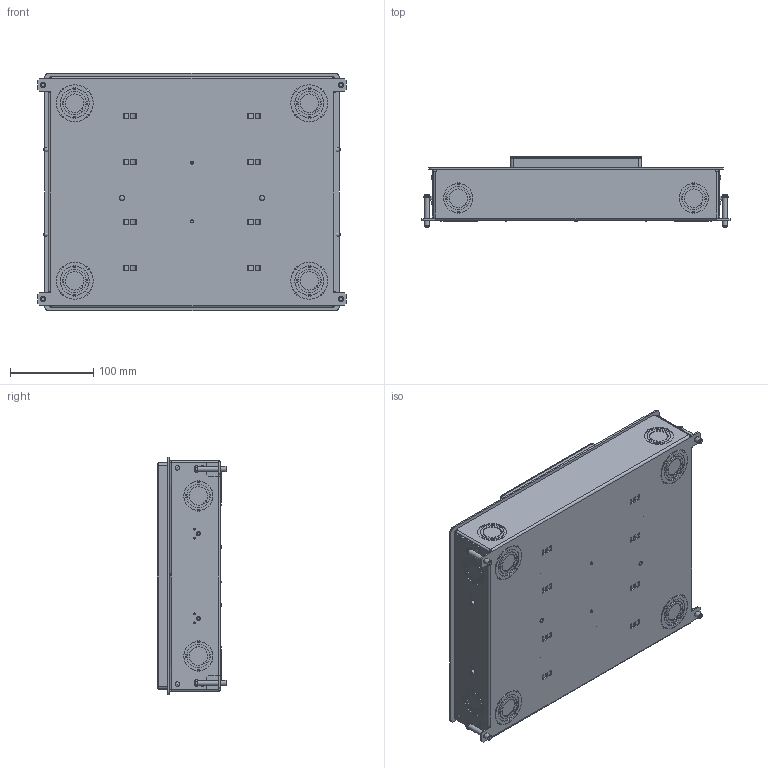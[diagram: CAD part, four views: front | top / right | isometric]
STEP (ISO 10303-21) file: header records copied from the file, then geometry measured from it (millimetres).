
FILE_DESCRIPTION(/* description */ (''),/* implementation_level */ '2;1');
FILE_NAME(/* name */ 'M-14123 CFB4G25(CR)E.stp',/* time_stamp */ '2023-10-17T12:02:27-04:00',/* author */ ('adiakomis'),/* organization */ (''),/* preprocessor_version */ 'ST-DEVELOPER v18.1',/* originating_system */ 'AutoCAD Mechanical',/* authorisation */ '');
FILE_SCHEMA (('AUTOMOTIVE_DESIGN { 1 0 10303 214 3 1 1 }'));
Products named in the file (2): Product; M-14123_Shrinkwrap_1
Assembly tree (1 placements, depth 2):
  Product
    M-14123_Shrinkwrap_1
Bounding box: 370.08 x 83.79 x 284.48 mm (x, y, z)
Volume: 6575669.9 mm3; surface area: 317670.4 mm2
Topology: 1 solids, 119 shells, 7039 faces, 19067 edges, 12710 vertices
Faces by surface type: plane 3872, bspline 2320, cylinder 735, cone 100, sphere 10, torus 2
Full cylindrical faces by diameter (mm): 3.124 x2, 3.175 x4, 3.454 x2, 3.505 x2, 3.556 x4, 4.826 x4, 5.08 x4, 5.174 x1, 5.258 x12, 5.664 x2, 6.35 x9, 8.509 x4, 28.169 x1
Entity records: 235575 total; most frequent: CARTESIAN_POINT 74191, ORIENTED_EDGE 38090, DIRECTION 24549, EDGE_CURVE 19045, VERTEX_POINT 12710, LINE 12245, VECTOR 12245, EDGE_LOOP 7669
